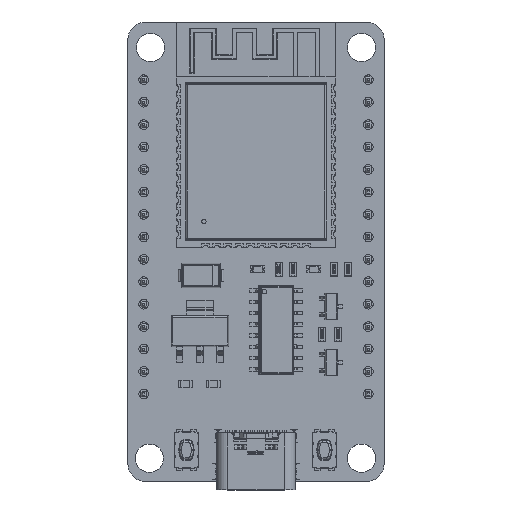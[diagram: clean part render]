
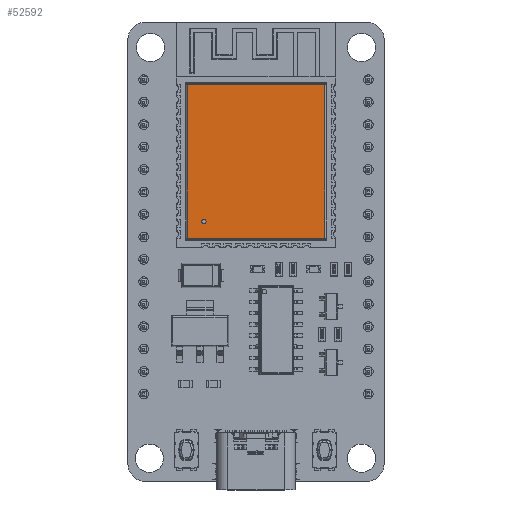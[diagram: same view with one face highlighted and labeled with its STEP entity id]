
A CAD part, top view. The second image highlights one B-rep face of the part: STEP entity #52592.
In plain terms, the highlighted face is planar.
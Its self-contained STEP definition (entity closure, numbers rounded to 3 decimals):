
#1897=FACE_BOUND('',#8019,.T.);
#2441=CIRCLE('',#56587,0.25);
#4922=FACE_OUTER_BOUND('',#8018,.T.);
#8018=EDGE_LOOP('',(#39405,#39406,#39407,#39408));
#8019=EDGE_LOOP('',(#39409));
#11915=LINE('',#81069,#17825);
#11916=LINE('',#81071,#17826);
#11917=LINE('',#81073,#17827);
#11918=LINE('',#81074,#17828);
#17825=VECTOR('',#64643,1.);
#17826=VECTOR('',#64644,1.);
#17827=VECTOR('',#64645,1.);
#17828=VECTOR('',#64646,1.);
#23399=VERTEX_POINT('',#80997);
#23424=VERTEX_POINT('',#81067);
#23425=VERTEX_POINT('',#81068);
#23426=VERTEX_POINT('',#81070);
#23427=VERTEX_POINT('',#81072);
#29246=EDGE_CURVE('',#23399,#23399,#2441,.T.);
#29279=EDGE_CURVE('',#23424,#23425,#11915,.T.);
#29280=EDGE_CURVE('',#23425,#23426,#11916,.T.);
#29281=EDGE_CURVE('',#23426,#23427,#11917,.T.);
#29282=EDGE_CURVE('',#23427,#23424,#11918,.T.);
#39405=ORIENTED_EDGE('',*,*,#29279,.T.);
#39406=ORIENTED_EDGE('',*,*,#29280,.T.);
#39407=ORIENTED_EDGE('',*,*,#29281,.T.);
#39408=ORIENTED_EDGE('',*,*,#29282,.T.);
#39409=ORIENTED_EDGE('',*,*,#29246,.F.);
#50177=PLANE('',#56602);
#52592=ADVANCED_FACE('',(#4922,#1897),#50177,.T.);
#56587=AXIS2_PLACEMENT_3D('',#80999,#64583,#64584);
#56602=AXIS2_PLACEMENT_3D('',#81066,#64641,#64642);
#64583=DIRECTION('center_axis',(0.,1.,0.));
#64584=DIRECTION('ref_axis',(1.,0.,0.));
#64641=DIRECTION('center_axis',(0.,1.,0.));
#64642=DIRECTION('ref_axis',(1.,0.,0.));
#64643=DIRECTION('',(1.,0.,0.));
#64644=DIRECTION('',(0.,0.,-1.));
#64645=DIRECTION('',(-1.,0.,0.));
#64646=DIRECTION('',(0.,0.,1.));
#80997=CARTESIAN_POINT('',(-6.15,3.25,9.795));
#80999=CARTESIAN_POINT('Origin',(-5.9,3.25,9.795));
#81066=CARTESIAN_POINT('Origin',(0.,3.25,0.));
#81067=CARTESIAN_POINT('',(-7.8,3.25,11.695));
#81068=CARTESIAN_POINT('',(7.8,3.25,11.695));
#81069=CARTESIAN_POINT('',(7.9,3.25,11.695));
#81070=CARTESIAN_POINT('',(7.8,3.25,-5.705));
#81071=CARTESIAN_POINT('',(7.8,3.25,-5.805));
#81072=CARTESIAN_POINT('',(-7.8,3.25,-5.705));
#81073=CARTESIAN_POINT('',(-7.9,3.25,-5.705));
#81074=CARTESIAN_POINT('',(-7.8,3.25,11.795));
